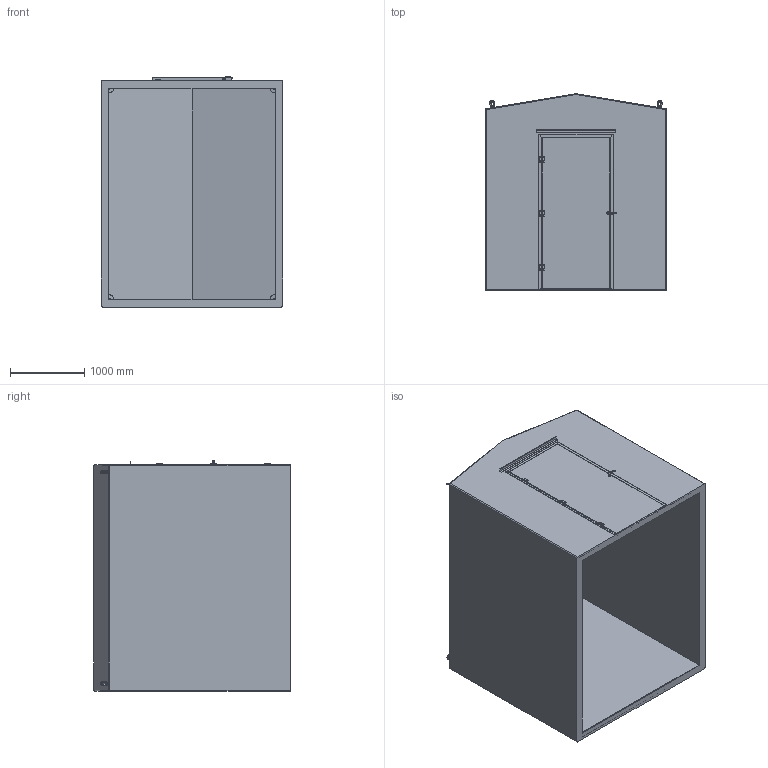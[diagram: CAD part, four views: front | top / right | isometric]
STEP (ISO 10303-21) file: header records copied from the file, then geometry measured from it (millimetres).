
FILE_DESCRIPTION (( 'STEP AP214' ), '1' );
FILE_NAME ('8X10 STEP.STEP', '2020-10-02T13:00:41', ( '' ), ( '' ), 'SwSTEP 2.0', 'SolidWorks 2020', '' );
FILE_SCHEMA (( 'AUTOMOTIVE_DESIGN' ));
Length unit declared in the file: inch
Products named in the file (1): 8X10 STEP
Bounding box: 2438.4 x 2641.42 x 3095.94 mm (x, y, z)
Volume: 1106749639.4 mm3; surface area: 71862389 mm2
Topology: 32 solids, 32 shells, 1137 faces, 3093 edges, 2000 vertices
Faces by surface type: cylinder 580, plane 254, bspline 202, cone 60, torus 27, sphere 14
Entity records: 145412 total; most frequent: CARTESIAN_POINT 105663, ORIENTED_EDGE 6134, DIRECTION 3993, EDGE_CURVE 3067, VERTEX_POINT 1998, AXIS2_PLACEMENT_3D 1410, EDGE_LOOP 1211, LINE 1173
